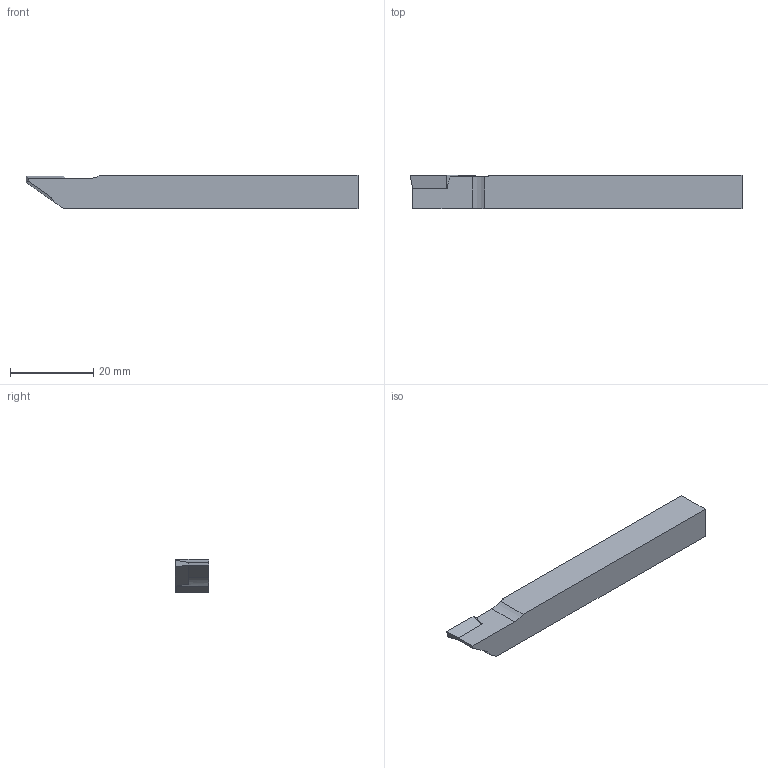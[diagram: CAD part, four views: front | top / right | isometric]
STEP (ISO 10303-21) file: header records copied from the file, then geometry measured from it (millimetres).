
FILE_DESCRIPTION (( 'STEP AP214' ), '1' );
FILE_NAME ('ISO-168-27.step', '2017-05-15T06:15:19', ( '' ), ( '' ), 'SwSTEP 2.0', 'SolidWorks 2016', '' );
FILE_SCHEMA (( 'AUTOMOTIVE_DESIGN' ));
Length unit declared in the file: millimetre
Products named in the file (1): ISO-168-27
Bounding box: 80 x 8 x 8 mm (x, y, z)
Volume: 4733.7 mm3; surface area: 2630.4 mm2
Topology: 1 solids, 1 shells, 35 faces, 107 edges, 72 vertices
Faces by surface type: plane 32, cylinder 3
Entity records: 1416 total; most frequent: CARTESIAN_POINT 218, ORIENTED_EDGE 214, DIRECTION 210, EDGE_CURVE 107, LINE 74, VECTOR 74, VERTEX_POINT 72, AXIS2_PLACEMENT_3D 68
